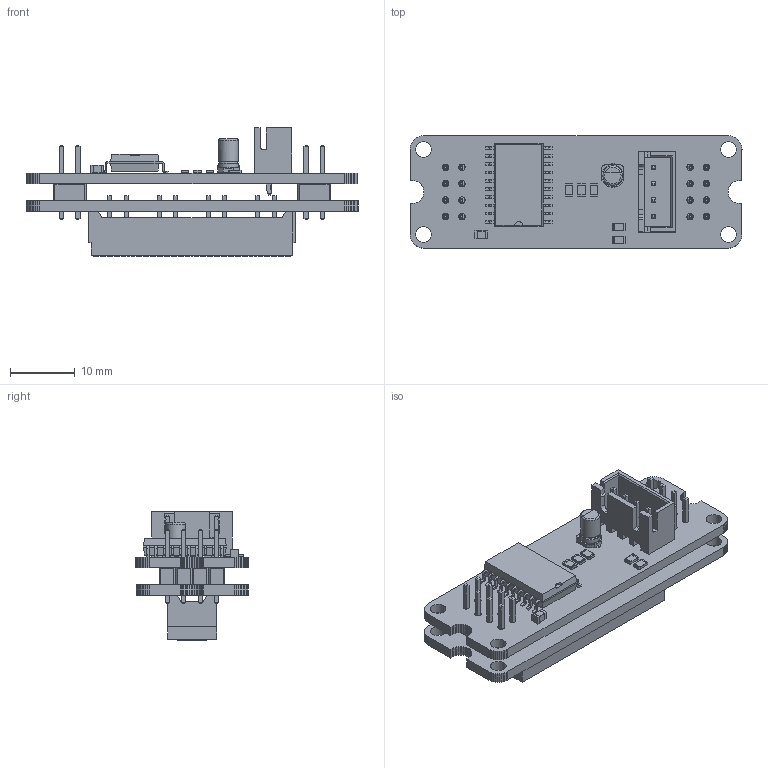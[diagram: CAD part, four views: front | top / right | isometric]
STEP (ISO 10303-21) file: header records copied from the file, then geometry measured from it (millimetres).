
FILE_DESCRIPTION(/* description */ (''),/* implementation_level */ '2;1');
FILE_NAME(/* name */ 'ASSY BarDriveHT 28 V1 + BarMeter xx28 V1 v1.step',/* time_stamp */ '2025-07-13T11:14:37-04:00',/* author */ (''),/* organization */ (''),/* preprocessor_version */ 'ST-DEVELOPER v20.1',/* originating_system */ 'Autodesk Translation Framework v14.10.0.0',/* authorisation */ '');
FILE_SCHEMA (('AUTOMOTIVE_DESIGN { 1 0 10303 214 3 1 1 }'));
Length unit declared in the file: millimetre
Products named in the file (19): ASSY BarDriveHT 28 V1 + BarMeter xx28 V1; SBK BarDriveHT 28 V1 1; CP_Elec_3x5.3; SOLID; C_0805_2012Metric; SOLID_1; 20SOP; COMPOUND; JST_XH_B4B-XH-A_1x04_P2.50mm_Vertical; SOLID_2; SBK BarDriveHT 28 V1 PCB; R_0805_2012Metric; SOLID_3; SBK BarMeter SA28 V1 1; BL28Z-3005SK04Y; COMPOUND_1; _autosave-SBK BarMeter SA28 V1 PCB; PinHeader_2x04_P2.54mm_Vertical; SOLID_4
Assembly tree (23 placements, depth 4):
  ASSY BarDriveHT 28 V1 + BarMeter xx28 V1
    SBK BarDriveHT 28 V1 1
      CP_Elec_3x5.3
        SOLID
      R_0805_2012Metric  x5
        SOLID_3
      C_0805_2012Metric
        SOLID_1
      20SOP
        COMPOUND
      JST_XH_B4B-XH-A_1x04_P2.50mm_Vertical
        SOLID_2
      SBK BarDriveHT 28 V1 PCB
    SBK BarMeter SA28 V1 1
      PinHeader_2x04_P2.54mm_Vertical  x2
        SOLID_4
      BL28Z-3005SK04Y
        COMPOUND_1
      _autosave-SBK BarMeter SA28 V1 PCB
Bounding box: 51.34 x 17.38 x 19.84 mm (x, y, z)
Volume: 4976.7 mm3; surface area: 7253.5 mm2
Topology: 73 solids, 73 shells, 1487 faces, 3703 edges, 2405 vertices
Faces by surface type: plane 1279, cylinder 202, torus 4, bspline 2
Full cylindrical faces by diameter (mm): 0.914 x11, 0.95 x4, 1 x32, 2.4 x8, 3 x2
Entity records: 36958 total; most frequent: CARTESIAN_POINT 6485, ORIENTED_EDGE 6066, DIRECTION 5888, EDGE_CURVE 3033, LINE 2676, VECTOR 2676, VERTEX_POINT 1985, AXIS2_PLACEMENT_3D 1606
